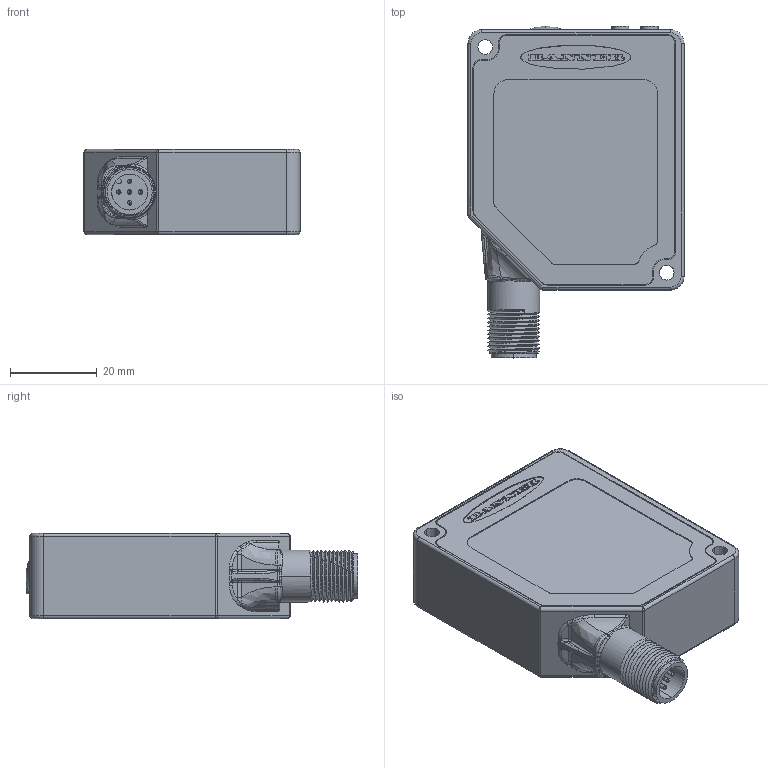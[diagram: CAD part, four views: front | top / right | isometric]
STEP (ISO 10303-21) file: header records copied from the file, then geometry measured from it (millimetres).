
FILE_DESCRIPTION((''),'2;1');
FILE_NAME('156691_SW','2011-02-09T',('banengservice'),('BANNER ENGINEERING'),'PRO/ENGINEER BY PARAMETRIC TECHNOLOGY CORPORATION, 2009141','PRO/ENGINEER BY PARAMETRIC TECHNOLOGY CORPORATION, 2009141','');
FILE_SCHEMA(('CONFIG_CONTROL_DESIGN'));
Length unit declared in the file: inch
Products named in the file (1): 156691_SW
Bounding box: 49.8 x 76.51 x 19.65 mm (x, y, z)
Volume: 56496.9 mm3; surface area: 12669.3 mm2
Topology: 1 solids, 1 shells, 549 faces, 1423 edges, 904 vertices
Faces by surface type: plane 194, cylinder 158, extrusion 87, bspline 72, torus 20, sphere 12, cone 6
Entity records: 24672 total; most frequent: CARTESIAN_POINT 11941, ORIENTED_EDGE 2834, DIRECTION 2278, EDGE_CURVE 1417, VERTEX_POINT 904, VECTOR 794, AXIS2_PLACEMENT_3D 742, LINE 707
